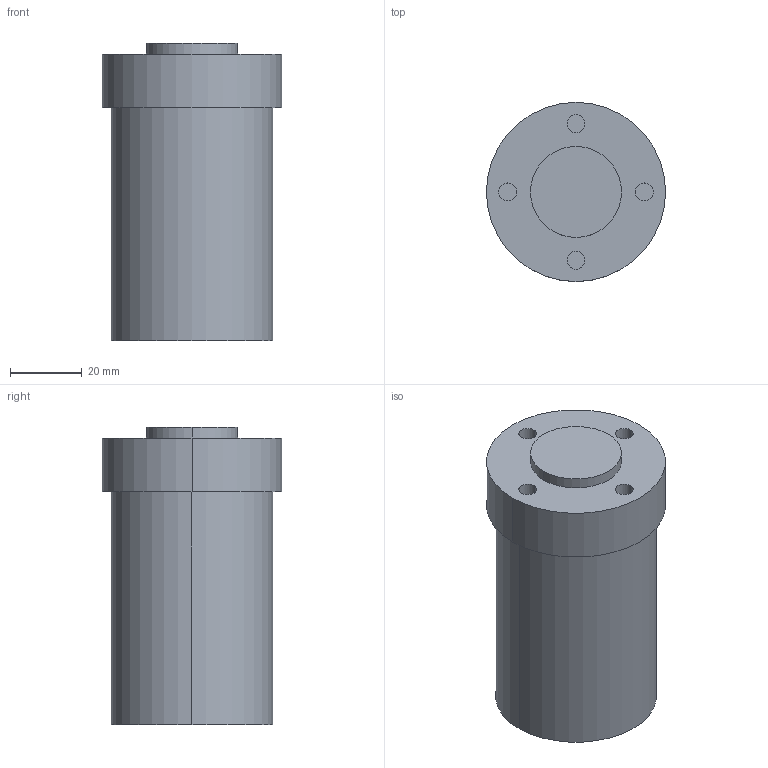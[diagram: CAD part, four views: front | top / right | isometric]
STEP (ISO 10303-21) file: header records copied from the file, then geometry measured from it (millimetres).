
FILE_DESCRIPTION (( 'STEP AP203' ), '1' );
FILE_NAME ('J1 Spindle.STEP', '2020-07-02T07:35:20', ( '' ), ( '' ), 'SwSTEP 2.0', 'SolidWorks 2016', '' );
FILE_SCHEMA (( 'CONFIG_CONTROL_DESIGN' ));
Length unit declared in the file: millimetre
Products named in the file (1): J1 Spindle
Bounding box: 50 x 50 x 83 mm (x, y, z)
Volume: 132040.2 mm3; surface area: 17495.7 mm2
Topology: 1 solids, 1 shells, 46 faces, 90 edges, 60 vertices
Faces by surface type: cylinder 30, plane 16
Entity records: 1291 total; most frequent: DIRECTION 244, CARTESIAN_POINT 197, ORIENTED_EDGE 180, AXIS2_PLACEMENT_3D 107, EDGE_CURVE 90, EDGE_LOOP 60, CIRCLE 60, VERTEX_POINT 60
